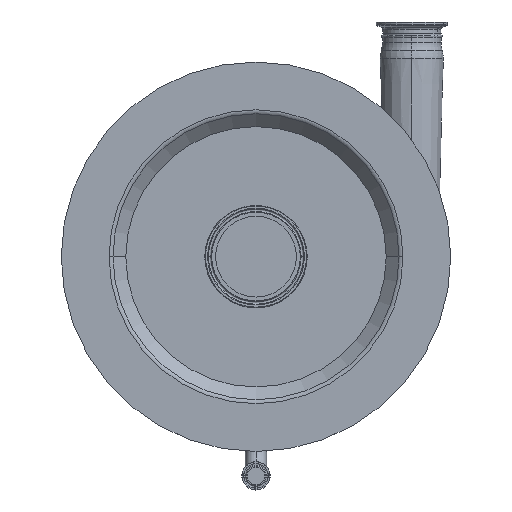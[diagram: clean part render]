
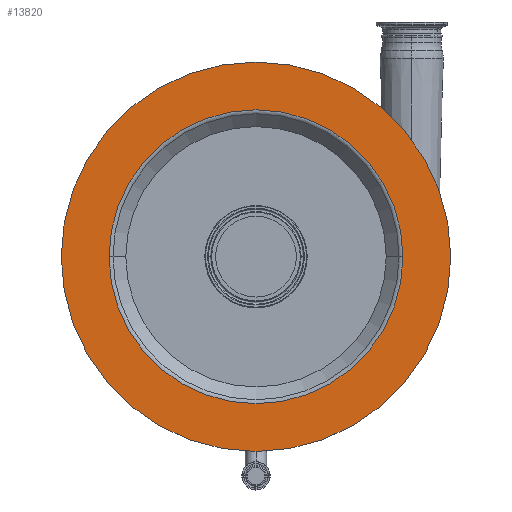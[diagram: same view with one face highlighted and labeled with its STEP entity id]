
A CAD part, top view. The second image highlights one B-rep face of the part: STEP entity #13820.
In plain terms, the highlighted planar face has unit normal (0, 0, 1).
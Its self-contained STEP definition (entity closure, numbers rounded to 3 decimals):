
#918 = EDGE_CURVE ( 'NONE', #3028, #11569, #14869, .T. ) ;
#1002 = ORIENTED_EDGE ( 'NONE', *, *, #8858, .T. ) ;
#2075 = CARTESIAN_POINT ( 'NONE',  ( -175., 0., 66. ) ) ;
#2392 = DIRECTION ( 'NONE',  ( 0., 0., -1. ) ) ;
#2817 = CARTESIAN_POINT ( 'NONE',  ( 0., 0., 66. ) ) ;
#3028 = VERTEX_POINT ( 'NONE', #12960 ) ;
#3282 = CARTESIAN_POINT ( 'NONE',  ( 0., 175., 66. ) ) ;
#3864 = VERTEX_POINT ( 'NONE', #13328 ) ;
#5060 = AXIS2_PLACEMENT_3D ( 'NONE', #2817, #7534, #13610 ) ;
#5442 = EDGE_CURVE ( 'NONE', #11569, #3028, #13027, .T. ) ;
#5579 = AXIS2_PLACEMENT_3D ( 'NONE', #3282, #11076, #17137 ) ;
#6920 = AXIS2_PLACEMENT_3D ( 'NONE', #14910, #16493, #10547 ) ;
#6949 = VERTEX_POINT ( 'NONE', #14841 ) ;
#7534 = DIRECTION ( 'NONE',  ( 0., 0., -1. ) ) ;
#7603 = CIRCLE ( 'NONE', #13642, 132.071 ) ;
#7715 = EDGE_LOOP ( 'NONE', ( #1002, #12534 ) ) ;
#8228 = EDGE_CURVE ( 'NONE', #3864, #6949, #7603, .T. ) ;
#8858 = EDGE_CURVE ( 'NONE', #6949, #3864, #14254, .T. ) ;
#9854 = DIRECTION ( 'NONE',  ( -1., 0., 0. ) ) ;
#10238 = ORIENTED_EDGE ( 'NONE', *, *, #5442, .F. ) ;
#10301 = ORIENTED_EDGE ( 'NONE', *, *, #918, .F. ) ;
#10547 = DIRECTION ( 'NONE',  ( -1., 0., 0. ) ) ;
#10699 = FACE_OUTER_BOUND ( 'NONE', #14009, .T. ) ;
#10981 = PLANE ( 'NONE',  #5579 ) ;
#11076 = DIRECTION ( 'NONE',  ( 0., 0., -1. ) ) ;
#11327 = DIRECTION ( 'NONE',  ( 0., 0., -1. ) ) ;
#11569 = VERTEX_POINT ( 'NONE', #2075 ) ;
#12534 = ORIENTED_EDGE ( 'NONE', *, *, #8228, .T. ) ;
#12584 = FACE_BOUND ( 'NONE', #7715, .T. ) ;
#12836 = CARTESIAN_POINT ( 'NONE',  ( 0., 0., 66. ) ) ;
#12960 = CARTESIAN_POINT ( 'NONE',  ( 175., 0., 66. ) ) ;
#13027 = CIRCLE ( 'NONE', #5060, 175. ) ;
#13328 = CARTESIAN_POINT ( 'NONE',  ( 132.071, 0., 66. ) ) ;
#13610 = DIRECTION ( 'NONE',  ( -1., 0., 0. ) ) ;
#13642 = AXIS2_PLACEMENT_3D ( 'NONE', #12836, #11327, #9854 ) ;
#13820 = ADVANCED_FACE ( 'NONE', ( #12584, #10699 ), #10981, .F. ) ;
#14009 = EDGE_LOOP ( 'NONE', ( #10238, #10301 ) ) ;
#14254 = CIRCLE ( 'NONE', #18084, 132.071 ) ;
#14567 = DIRECTION ( 'NONE',  ( -1., 0., 0. ) ) ;
#14841 = CARTESIAN_POINT ( 'NONE',  ( -132.071, 0., 66. ) ) ;
#14869 = CIRCLE ( 'NONE', #6920, 175. ) ;
#14910 = CARTESIAN_POINT ( 'NONE',  ( 0., 0., 66. ) ) ;
#16060 = CARTESIAN_POINT ( 'NONE',  ( 0., 0., 66. ) ) ;
#16493 = DIRECTION ( 'NONE',  ( 0., 0., -1. ) ) ;
#17137 = DIRECTION ( 'NONE',  ( -1., 0., 0. ) ) ;
#18084 = AXIS2_PLACEMENT_3D ( 'NONE', #16060, #2392, #14567 ) ;
